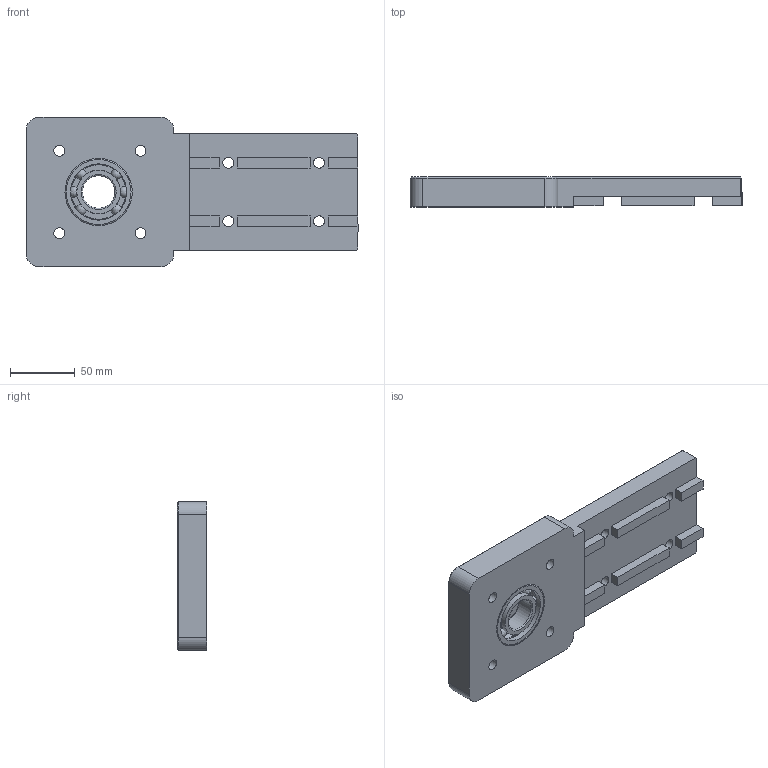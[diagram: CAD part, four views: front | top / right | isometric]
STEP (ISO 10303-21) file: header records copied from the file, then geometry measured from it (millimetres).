
FILE_DESCRIPTION((''),'2;1');
FILE_NAME('909002.49.stp','2014-01-26T14:29:14',('Honza'),(''),'Autodesk Inventor 2011','Autodesk Inventor 2011','');
FILE_SCHEMA(('AUTOMOTIVE_DESIGN { 1 0 10303 214 1 1 1 1 }'));
Length unit declared in the file: millimetre
Products named in the file (1): 909002
Bounding box: 256 x 23 x 115 mm (x, y, z)
Volume: 474948.6 mm3; surface area: 85685.5 mm2
Topology: 2 solids, 2 shells, 126 faces, 381 edges, 246 vertices
Faces by surface type: plane 60, cylinder 25, torus 20, sphere 17, cone 4
Full cylindrical faces by diameter (mm): 8.376 x4, 8.4 x4, 13.5 x4, 25 x1, 26 x1, 33.64 x2, 42 x1, 43.36 x2, 52 x2
Entity records: 3830 total; most frequent: CARTESIAN_POINT 720, DIRECTION 622, ORIENTED_EDGE 568, EDGE_CURVE 284, AXIS2_PLACEMENT_3D 244, VERTEX_POINT 198, EDGE_LOOP 180, VECTOR 134
